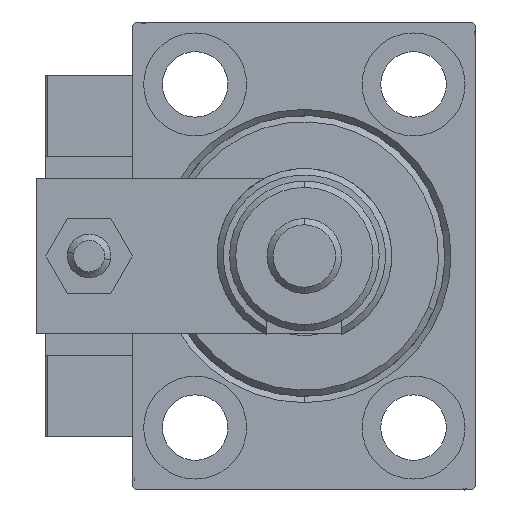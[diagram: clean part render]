
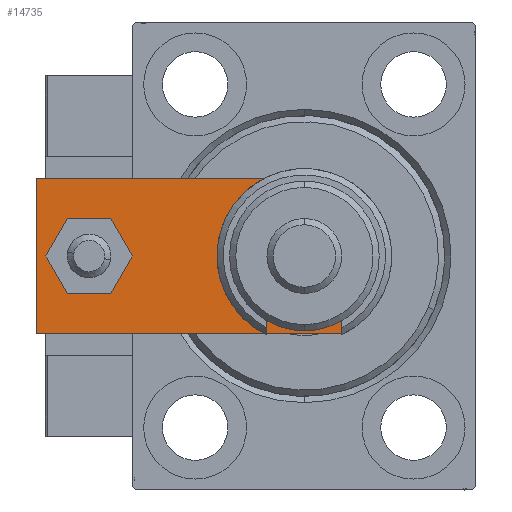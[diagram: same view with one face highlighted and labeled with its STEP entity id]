
A CAD part, left-side view. The second image highlights one B-rep face of the part: STEP entity #14735.
In plain terms, the highlighted face is planar.
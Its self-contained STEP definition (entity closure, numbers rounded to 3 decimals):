
#428 = CARTESIAN_POINT ( 'NONE',  ( -6.84, 0., 6. ) ) ;
#1934 = CARTESIAN_POINT ( 'NONE',  ( 12.5, 55., 6. ) ) ;
#2195 = DIRECTION ( 'NONE',  ( -1., 0., 0. ) ) ;
#3255 = CARTESIAN_POINT ( 'NONE',  ( -12.5, 0., 6. ) ) ;
#4038 = CARTESIAN_POINT ( 'NONE',  ( -8.25, 12., 6. ) ) ;
#4583 = VERTEX_POINT ( 'NONE', #29319 ) ;
#4811 = CARTESIAN_POINT ( 'NONE',  ( 3.42, -3.42, 6. ) ) ;
#4819 = EDGE_CURVE ( 'NONE', #25887, #39656, #6044, .T. ) ;
#5905 = CARTESIAN_POINT ( 'NONE',  ( 6.84, 0., 6. ) ) ;
#6044 = CIRCLE ( 'NONE', #41746, 4. ) ;
#6813 = DIRECTION ( 'NONE',  ( 1., 0., 0. ) ) ;
#6979 = DIRECTION ( 'NONE',  ( 1., 0., 0. ) ) ;
#7232 = CARTESIAN_POINT ( 'NONE',  ( 8.25, 12., 6. ) ) ;
#8727 = LINE ( 'NONE', #41247, #45391 ) ;
#9316 = CARTESIAN_POINT ( 'NONE',  ( 0., 46.5, 6. ) ) ;
#9835 = AXIS2_PLACEMENT_3D ( 'NONE', #48890, #49662, #37117 ) ;
#10550 = FACE_BOUND ( 'NONE', #25329, .T. ) ;
#14735 = ADVANCED_FACE ( 'NONE', ( #10550, #43068, #47606 ), #27589, .T. ) ;
#14856 = CARTESIAN_POINT ( 'NONE',  ( 12.5, 55., 6. ) ) ;
#14938 = ORIENTED_EDGE ( 'NONE', *, *, #16216, .T. ) ;
#16216 = EDGE_CURVE ( 'NONE', #49558, #30280, #45060, .T. ) ;
#16330 = ORIENTED_EDGE ( 'NONE', *, *, #29596, .F. ) ;
#16592 = CIRCLE ( 'NONE', #27672, 8.25 ) ;
#17033 = DIRECTION ( 'NONE',  ( 0., -1., 0. ) ) ;
#19482 = EDGE_CURVE ( 'NONE', #51695, #45644, #32809, .T. ) ;
#19783 = CARTESIAN_POINT ( 'NONE',  ( -12.5, 5.66, 6. ) ) ;
#20660 = DIRECTION ( 'NONE',  ( 0.707, -0.707, 0. ) ) ;
#20911 = EDGE_CURVE ( 'NONE', #45644, #51695, #16592, .T. ) ;
#23530 = VECTOR ( 'NONE', #2195, 1000. ) ;
#24156 = DIRECTION ( 'NONE',  ( 1., 0., 0. ) ) ;
#24237 = EDGE_CURVE ( 'NONE', #32072, #4583, #47062, .T. ) ;
#24518 = CARTESIAN_POINT ( 'NONE',  ( -12.5, 55., 6. ) ) ;
#24543 = DIRECTION ( 'NONE',  ( 0.707, 0.707, 0. ) ) ;
#24772 = LINE ( 'NONE', #24518, #45577 ) ;
#24979 = ORIENTED_EDGE ( 'NONE', *, *, #4819, .F. ) ;
#25329 = EDGE_LOOP ( 'NONE', ( #16330, #24979 ) ) ;
#25579 = DIRECTION ( 'NONE',  ( 0., 0., 1. ) ) ;
#25887 = VERTEX_POINT ( 'NONE', #51161 ) ;
#26965 = LINE ( 'NONE', #3255, #31742 ) ;
#27589 = PLANE ( 'NONE',  #49676 ) ;
#27672 = AXIS2_PLACEMENT_3D ( 'NONE', #27716, #35176, #47462 ) ;
#27716 = CARTESIAN_POINT ( 'NONE',  ( 0., 12., 6. ) ) ;
#27916 = AXIS2_PLACEMENT_3D ( 'NONE', #9316, #25579, #41834 ) ;
#28155 = DIRECTION ( 'NONE',  ( 0., 0., 1. ) ) ;
#29319 = CARTESIAN_POINT ( 'NONE',  ( -12.5, 55., 6. ) ) ;
#29443 = LINE ( 'NONE', #49193, #34322 ) ;
#29596 = EDGE_CURVE ( 'NONE', #39656, #25887, #38094, .T. ) ;
#30280 = VERTEX_POINT ( 'NONE', #45380 ) ;
#30682 = ORIENTED_EDGE ( 'NONE', *, *, #49814, .T. ) ;
#31742 = VECTOR ( 'NONE', #6979, 1000. ) ;
#32072 = VERTEX_POINT ( 'NONE', #14856 ) ;
#32741 = CARTESIAN_POINT ( 'NONE',  ( -4., 46.5, 6. ) ) ;
#32809 = CIRCLE ( 'NONE', #9835, 8.25 ) ;
#32935 = CARTESIAN_POINT ( 'NONE',  ( 0., 46.5, 6. ) ) ;
#33243 = DIRECTION ( 'NONE',  ( 0., 1., 0. ) ) ;
#34322 = VECTOR ( 'NONE', #20660, 1000. ) ;
#35176 = DIRECTION ( 'NONE',  ( 0., 0., 1. ) ) ;
#36282 = EDGE_LOOP ( 'NONE', ( #30682, #36553, #36627, #14938, #51535, #43939 ) ) ;
#36553 = ORIENTED_EDGE ( 'NONE', *, *, #44333, .T. ) ;
#36567 = ORIENTED_EDGE ( 'NONE', *, *, #19482, .F. ) ;
#36627 = ORIENTED_EDGE ( 'NONE', *, *, #44835, .T. ) ;
#37117 = DIRECTION ( 'NONE',  ( 1., 0., 0. ) ) ;
#37500 = VERTEX_POINT ( 'NONE', #428 ) ;
#38094 = CIRCLE ( 'NONE', #27916, 4. ) ;
#38178 = VERTEX_POINT ( 'NONE', #19783 ) ;
#39656 = VERTEX_POINT ( 'NONE', #32741 ) ;
#40018 = ORIENTED_EDGE ( 'NONE', *, *, #20911, .F. ) ;
#40335 = VECTOR ( 'NONE', #24543, 1000. ) ;
#41247 = CARTESIAN_POINT ( 'NONE',  ( 12.5, 0., 6. ) ) ;
#41746 = AXIS2_PLACEMENT_3D ( 'NONE', #32935, #28155, #24156 ) ;
#41834 = DIRECTION ( 'NONE',  ( 1., 0., 0. ) ) ;
#43068 = FACE_OUTER_BOUND ( 'NONE', #36282, .T. ) ;
#43326 = DIRECTION ( 'NONE',  ( 0., 0., 1. ) ) ;
#43855 = CARTESIAN_POINT ( 'NONE',  ( 0., 0., 6. ) ) ;
#43939 = ORIENTED_EDGE ( 'NONE', *, *, #24237, .T. ) ;
#44333 = EDGE_CURVE ( 'NONE', #38178, #37500, #29443, .T. ) ;
#44835 = EDGE_CURVE ( 'NONE', #37500, #49558, #26965, .T. ) ;
#45060 = LINE ( 'NONE', #4811, #40335 ) ;
#45380 = CARTESIAN_POINT ( 'NONE',  ( 12.5, 5.66, 6. ) ) ;
#45391 = VECTOR ( 'NONE', #33243, 1000. ) ;
#45577 = VECTOR ( 'NONE', #17033, 1000. ) ;
#45644 = VERTEX_POINT ( 'NONE', #7232 ) ;
#45972 = EDGE_LOOP ( 'NONE', ( #36567, #40018 ) ) ;
#45979 = EDGE_CURVE ( 'NONE', #30280, #32072, #8727, .T. ) ;
#47062 = LINE ( 'NONE', #1934, #23530 ) ;
#47462 = DIRECTION ( 'NONE',  ( 1., 0., 0. ) ) ;
#47606 = FACE_BOUND ( 'NONE', #45972, .T. ) ;
#48890 = CARTESIAN_POINT ( 'NONE',  ( 0., 12., 6. ) ) ;
#49193 = CARTESIAN_POINT ( 'NONE',  ( -3.42, -3.42, 6. ) ) ;
#49558 = VERTEX_POINT ( 'NONE', #5905 ) ;
#49662 = DIRECTION ( 'NONE',  ( 0., 0., 1. ) ) ;
#49676 = AXIS2_PLACEMENT_3D ( 'NONE', #43855, #43326, #6813 ) ;
#49814 = EDGE_CURVE ( 'NONE', #4583, #38178, #24772, .T. ) ;
#51161 = CARTESIAN_POINT ( 'NONE',  ( 4., 46.5, 6. ) ) ;
#51535 = ORIENTED_EDGE ( 'NONE', *, *, #45979, .T. ) ;
#51695 = VERTEX_POINT ( 'NONE', #4038 ) ;
